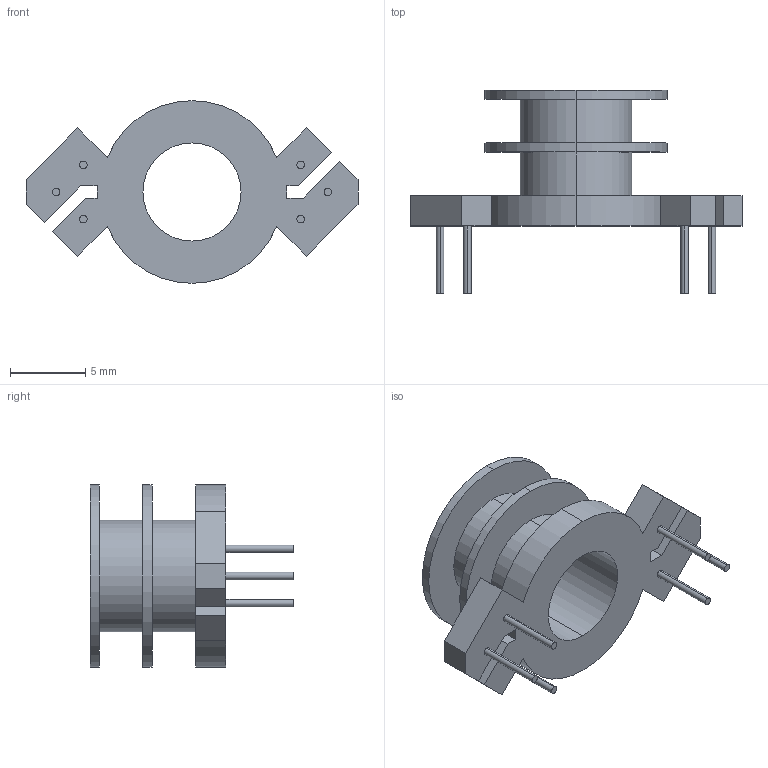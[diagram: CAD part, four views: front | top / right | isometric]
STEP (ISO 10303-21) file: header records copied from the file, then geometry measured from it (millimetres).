
FILE_DESCRIPTION (( 'STEP AP203' ), '1' );
FILE_NAME ('RM6-3+3.STEP', '2021-06-04T03:41:34', ( '' ), ( '' ), 'SwSTEP 2.0', 'SolidWorks 2021', '' );
FILE_SCHEMA (( 'CONFIG_CONTROL_DESIGN' ));
Length unit declared in the file: millimetre
Products named in the file (1): RM6-3+3
Bounding box: 22 x 13.5 x 12.1 mm (x, y, z)
Volume: 426.2 mm3; surface area: 1118.8 mm2
Topology: 1 solids, 1 shells, 59 faces, 141 edges, 94 vertices
Faces by surface type: plane 34, cylinder 25
Entity records: 1806 total; most frequent: DIRECTION 311, CARTESIAN_POINT 295, ORIENTED_EDGE 282, EDGE_CURVE 141, AXIS2_PLACEMENT_3D 110, VERTEX_POINT 94, VECTOR 91, LINE 91
